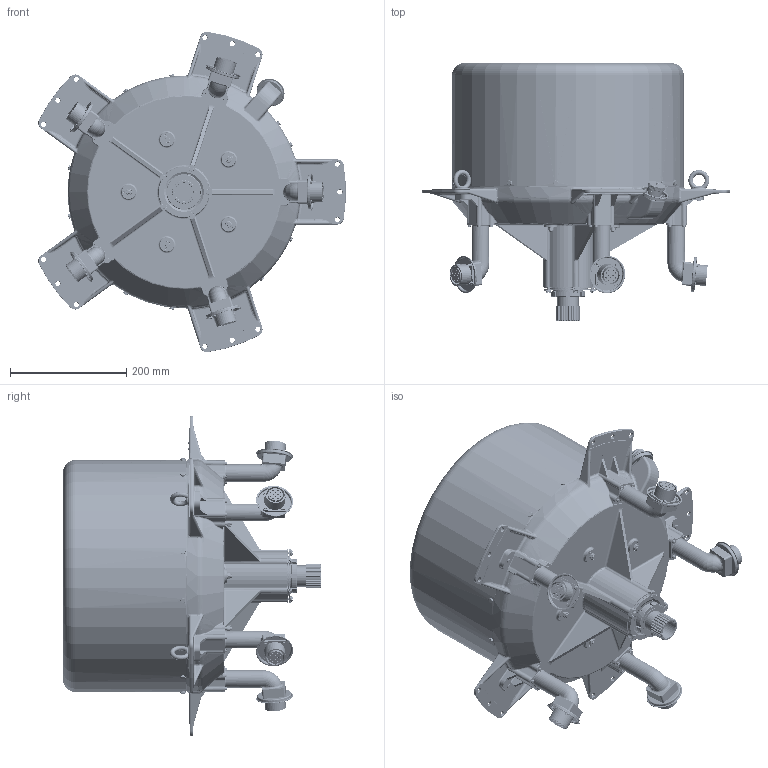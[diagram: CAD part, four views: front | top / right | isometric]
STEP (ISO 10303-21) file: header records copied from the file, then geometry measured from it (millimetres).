
FILE_DESCRIPTION (( 'STEP AP203' ), '1' );
FILE_NAME ('Òîêîñú¸ìíèê ÒÑÂ29Ì035 - Ãàáàðèòíàÿ ìîäåëü.STEP', '2020-06-26T06:53:59', ( '' ), ( '' ), 'SwSTEP 2.0', 'SolidWorks 2015', '' );
FILE_SCHEMA (( 'CONFIG_CONTROL_DESIGN' ));
Length unit declared in the file: millimetre
Products named in the file (86): 舆妊.711151.021 暑朦鲱 觐眚嚓蝽铄; Øàéáà 6- ÎÑÒ 1 34526-80 (Ìíîãîëàï÷àòàÿ ñòîïîðíàÿ); Ðîçåòêà 2ÐÒÒ32Á12Ã16Â ÃÅÎ.364.120ÒÓ; Âòóëêà 27-Õèì.Ïàñ.- ÎÑÒ 1 11150-73; ﾓﾟﾈﾑ.724252.034 ﾙ頸; 8À7.752.248 Êëåììà; ﾘ琺矜 0.5-5-8 ﾎﾑﾒ1 34505-80; äåò1_-04; øàéáà 10 ÎÑÒ1 11532-74; äåò1_-02; ﾘ琺矜 45.5 ﾎﾑﾒ1 11517-74; äåò1_-01; Âèíò 4-10 ÎÑÒ1 31521-80; 舆妊.711354.105 买箅赅; ﾄ褪2_001; 8À8.803.430-06 Çíàê çàâîäñêîé (ÒÑÂ29Ì035); 舆妊.685151.008 暑朦鲱 觐眚嚓蝽铄_04; øàéáà 8 ÎÑÒ1 14088-81; 舆妊.685151.008 暑朦鲱 觐眚嚓蝽铄_02; Âèíò 5-16 ÎÑÒ1 31502-80; 舆妊.685151.008 暑朦鲱 觐眚嚓蝽铄_01; Âèíò 3-10 ÎÑÒ1 31521-80; Øïèëüêà 6-26 ÎÑÒ1 31801-80; 舆妊.685151.009 暑朦鲱 觐眚嚓蝽铄_01; Çàêë¸ïêà 2.4 ÎÑÒ1 11346-73; 8À7.722.086 Êîëüöî êîíòàêòíîå; Ãàéêà 6-Õèì.Ïàñ.- ÎÑÒ 1 33023-80; 8À7.752.247 Êëåììà; Øàéáà 5 ÎÑÒ 1 34526-80 (Ìíîãîëàï÷àòàÿ ñòîïîðíàÿ); Âèíò 6-20 ÎÑÒ1 31502-80; ﾘ琺矜 0.5-3-8 ﾎﾑﾒ1 34505-80; Ãàéêà 6-Õèì.Ïàñ.- ÎÑÒ 1 33026-80; 8À7.930.890 Øèíêà_8€7.930.890-05; Òîêîñú¸ìíèê ÒÑÂ29Ì035 - Ãàáàðèòíàÿ ìîäåëü; 8À7.930.890 Øèíêà_8€7.930.890-03; øàéáà 6 ÎÑÒ1 11532-74; 8À7.930.889 Øèíêà_8€7.930.889-07; Ðîçåòêà ÑÍÖ23-19_22Ð-1-Â ÃÅÎ.364.241ÒÓ; 8À7.930.889 Øèíêà_8€7.930.889-04; Ïîäøèïíèê 5-1000909 ÒÓ 100 3 (45õ68õ12) óïðîù¸ííûé âèä ...
Assembly tree (214 placements, depth 5):
  舆妊.711151.021 暑朦鲱 觐眚嚓蝽铄
  äåò1_-04
  äåò1_-02
  äåò1_-01
  ﾄ褪2_001
Bounding box: 528.58 x 443 x 551.15 mm (x, y, z)
Volume: 3737986 mm3; surface area: 1971007.7 mm2
Topology: 204 solids, 204 shells, 6863 faces, 16616 edges, 10446 vertices
Faces by surface type: cylinder 2876, plane 2307, cone 649, bspline 588, torus 415, sphere 28
Entity records: 150888 total; most frequent: CARTESIAN_POINT 50260, ORIENTED_EDGE 18690, DIRECTION 17899, EDGE_CURVE 9345, AXIS2_PLACEMENT_3D 7001, VERTEX_POINT 5892, EDGE_LOOP 4293, VECTOR 3897
